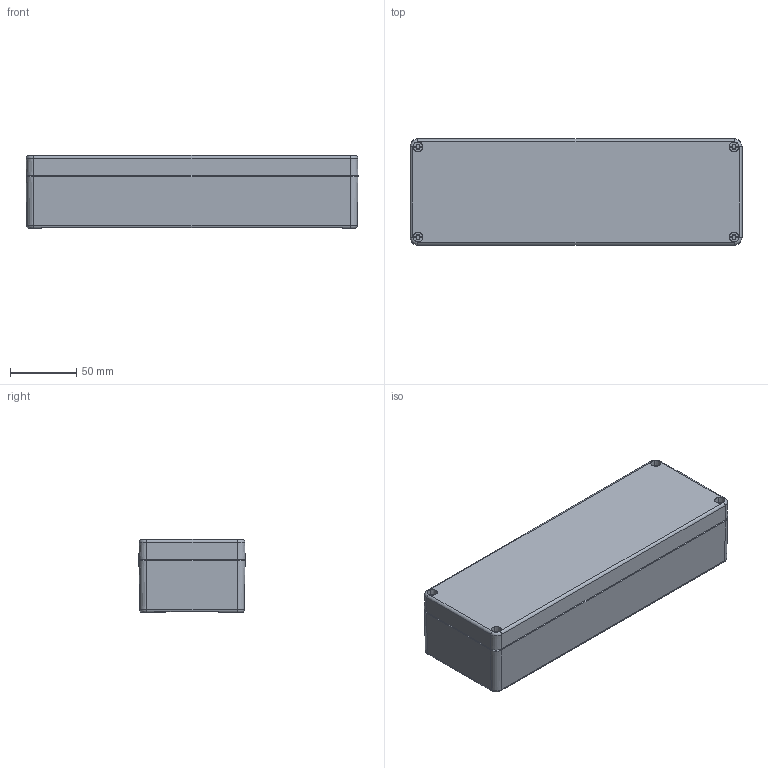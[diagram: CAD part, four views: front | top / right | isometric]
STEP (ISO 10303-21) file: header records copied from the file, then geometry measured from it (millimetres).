
FILE_DESCRIPTION(('CATIA V5 STEP Exchange','CAx-IF Rec.Pracs.--- Model Styling and Organization---1.5--- 2016-08-15','CAx-IF Rec.Pracs.---Supplemental Geometry---1.0---2011-11-01','CAx-IF Rec.Pracs.--- Composite Materials ---1.1---2010-07-15'),'2;1');
FILE_NAME ('D1465028_0', '2024-07-25T09:14:14+00:00', ('none'), ('Weidmueller'), 'CATIA Version 5-6 Release 2022 SP4 HF5', 'CATIA V5 STEP AP214 v3', 'none');
FILE_SCHEMA(('AUTOMOTIVE_DESIGN { 1 0 10303 214 1 1 1 1 }'));
Length unit declared in the file: millimetre
Products named in the file (1): _K32_Zusammenbau
Bounding box: 250 x 80 x 55 mm (x, y, z)
Volume: 271455.2 mm3; surface area: 163239.3 mm2
Topology: 11 solids, 11 shells, 713 faces, 1722 edges, 1078 vertices
Faces by surface type: plane 242, cylinder 227, cone 130, torus 86, bspline 20, sphere 8
Entity records: 21548 total; most frequent: CARTESIAN_POINT 5264, ORIENTED_EDGE 3428, DIRECTION 2622, EDGE_CURVE 1714, AXIS2_PLACEMENT_3D 1292, VERTEX_POINT 1078, VECTOR 814, LINE 814
